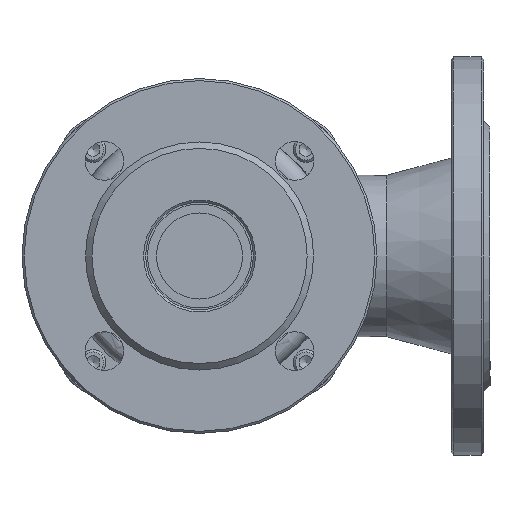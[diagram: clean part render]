
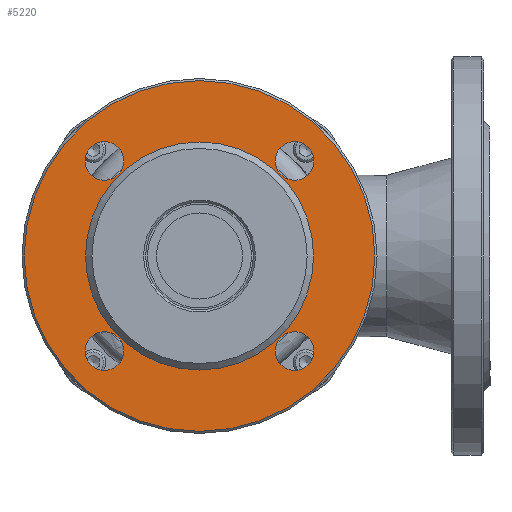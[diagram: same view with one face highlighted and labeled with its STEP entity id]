
A CAD part, front view. The second image highlights one B-rep face of the part: STEP entity #5220.
In plain terms, the highlighted planar face has unit normal (0, -1, 0).
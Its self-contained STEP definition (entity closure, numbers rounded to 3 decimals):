
#226=FACE_BOUND('',#919,.T.);
#227=FACE_BOUND('',#920,.T.);
#228=FACE_BOUND('',#921,.T.);
#229=FACE_BOUND('',#922,.T.);
#230=FACE_BOUND('',#923,.T.);
#323=PLANE('',#5846);
#564=FACE_OUTER_BOUND('',#918,.T.);
#918=EDGE_LOOP('',(#3997));
#919=EDGE_LOOP('',(#3998));
#920=EDGE_LOOP('',(#3999));
#921=EDGE_LOOP('',(#4000));
#922=EDGE_LOOP('',(#4001));
#923=EDGE_LOOP('',(#4002));
#1267=CIRCLE('',#5844,53.);
#1269=CIRCLE('',#5847,81.5);
#1270=CIRCLE('',#5848,9.);
#1271=CIRCLE('',#5849,9.);
#1272=CIRCLE('',#5850,9.);
#1273=CIRCLE('',#5851,9.);
#2321=VERTEX_POINT('',#9761);
#2323=VERTEX_POINT('',#9767);
#2324=VERTEX_POINT('',#9769);
#2325=VERTEX_POINT('',#9771);
#2326=VERTEX_POINT('',#9773);
#2327=VERTEX_POINT('',#9775);
#2912=EDGE_CURVE('',#2321,#2321,#1267,.T.);
#2915=EDGE_CURVE('',#2323,#2323,#1269,.T.);
#2916=EDGE_CURVE('',#2324,#2324,#1270,.T.);
#2917=EDGE_CURVE('',#2325,#2325,#1271,.T.);
#2918=EDGE_CURVE('',#2326,#2326,#1272,.T.);
#2919=EDGE_CURVE('',#2327,#2327,#1273,.T.);
#3997=ORIENTED_EDGE('',*,*,#2915,.F.);
#3998=ORIENTED_EDGE('',*,*,#2916,.F.);
#3999=ORIENTED_EDGE('',*,*,#2917,.F.);
#4000=ORIENTED_EDGE('',*,*,#2918,.F.);
#4001=ORIENTED_EDGE('',*,*,#2919,.F.);
#4002=ORIENTED_EDGE('',*,*,#2912,.F.);
#5220=ADVANCED_FACE('',(#564,#226,#227,#228,#229,#230),#323,.F.);
#5844=AXIS2_PLACEMENT_3D('',#9762,#6892,#6893);
#5846=AXIS2_PLACEMENT_3D('',#9766,#6897,#6898);
#5847=AXIS2_PLACEMENT_3D('',#9768,#6899,#6900);
#5848=AXIS2_PLACEMENT_3D('',#9770,#6901,#6902);
#5849=AXIS2_PLACEMENT_3D('',#9772,#6903,#6904);
#5850=AXIS2_PLACEMENT_3D('',#9774,#6905,#6906);
#5851=AXIS2_PLACEMENT_3D('',#9776,#6907,#6908);
#6892=DIRECTION('center_axis',(0.,-1.,0.));
#6893=DIRECTION('ref_axis',(1.,0.,0.));
#6897=DIRECTION('center_axis',(0.,1.,0.));
#6898=DIRECTION('ref_axis',(0.,0.,1.));
#6899=DIRECTION('center_axis',(0.,1.,0.));
#6900=DIRECTION('ref_axis',(-1.,0.,0.));
#6901=DIRECTION('center_axis',(0.,-1.,0.));
#6902=DIRECTION('ref_axis',(-1.,0.,0.));
#6903=DIRECTION('center_axis',(0.,-1.,0.));
#6904=DIRECTION('ref_axis',(-1.,0.,0.));
#6905=DIRECTION('center_axis',(0.,-1.,0.));
#6906=DIRECTION('ref_axis',(-1.,0.,0.));
#6907=DIRECTION('center_axis',(0.,-1.,0.));
#6908=DIRECTION('ref_axis',(-1.,0.,0.));
#9761=CARTESIAN_POINT('',(-53.,3.,0.));
#9762=CARTESIAN_POINT('Origin',(0.,3.,0.));
#9766=CARTESIAN_POINT('Origin',(0.,3.,0.));
#9767=CARTESIAN_POINT('',(81.5,3.,0.));
#9768=CARTESIAN_POINT('Origin',(0.,3.,0.));
#9769=CARTESIAN_POINT('',(53.194,3.,44.194));
#9770=CARTESIAN_POINT('Origin',(44.194,3.,44.194));
#9771=CARTESIAN_POINT('',(53.194,3.,-44.194));
#9772=CARTESIAN_POINT('Origin',(44.194,3.,-44.194));
#9773=CARTESIAN_POINT('',(-35.194,3.,-44.194));
#9774=CARTESIAN_POINT('Origin',(-44.194,3.,-44.194));
#9775=CARTESIAN_POINT('',(-35.194,3.,44.194));
#9776=CARTESIAN_POINT('Origin',(-44.194,3.,44.194));
